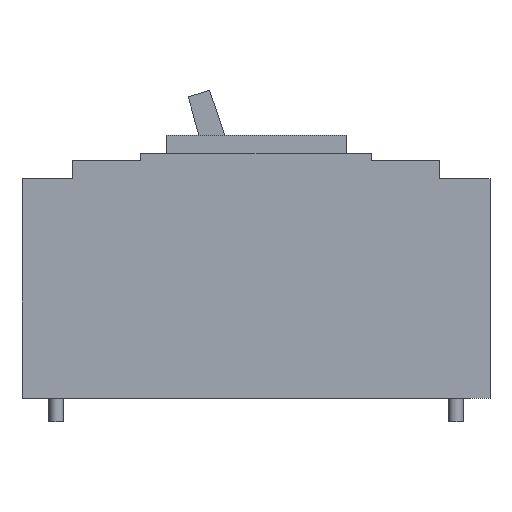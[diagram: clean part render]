
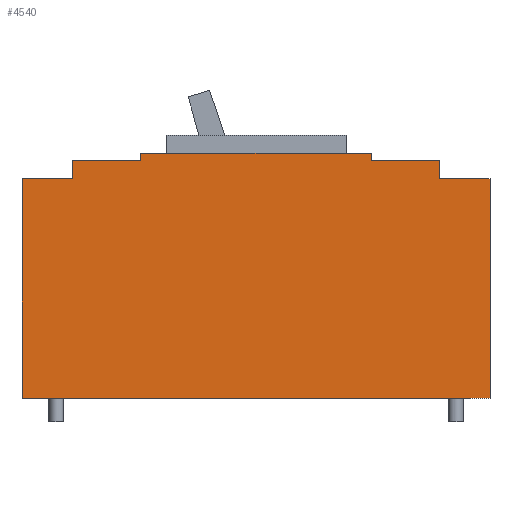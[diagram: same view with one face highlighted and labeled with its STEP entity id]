
A CAD part, left-side view. The second image highlights one B-rep face of the part: STEP entity #4540.
In plain terms, the highlighted planar face has unit normal (-1, 0, 0).
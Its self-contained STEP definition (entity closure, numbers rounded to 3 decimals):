
#3510=CARTESIAN_POINT('',(42.5,0.,298.));
#3520=DIRECTION('',(1.,-0.,0.));
#3530=DIRECTION('',(0.,0.,-1.));
#3540=AXIS2_PLACEMENT_3D('',#3510,#3520,#3530);
#3550=PLANE('',#3540);
#3560=CARTESIAN_POINT('',(42.5,318.,66.));
#3570=DIRECTION('',(0.,0.,1.));
#3580=VECTOR('',#3570,1.);
#3590=LINE('',#3560,#3580);
#3600=CARTESIAN_POINT('',(42.5,318.,66.));
#3610=VERTEX_POINT('',#3600);
#3620=CARTESIAN_POINT('',(42.5,318.,68.));
#3630=VERTEX_POINT('',#3620);
#3640=EDGE_CURVE('',#3610,#3630,#3590,.T.);
#3650=ORIENTED_EDGE('',*,*,#3640,.T.);
#3660=CARTESIAN_POINT('',(42.5,0.,66.));
#3670=DIRECTION('',(0.,1.,0.));
#3680=VECTOR('',#3670,1.);
#3690=LINE('',#3660,#3680);
#3700=CARTESIAN_POINT('',(42.5,299.,66.));
#3710=VERTEX_POINT('',#3700);
#3720=EDGE_CURVE('',#3710,#3610,#3690,.T.);
#3730=ORIENTED_EDGE('',*,*,#3720,.T.);
#3740=CARTESIAN_POINT('',(42.5,299.,298.));
#3750=DIRECTION('',(0.,0.,1.));
#3760=VECTOR('',#3750,1.);
#3770=LINE('',#3740,#3760);
#3780=CARTESIAN_POINT('',(42.5,299.,61.));
#3790=VERTEX_POINT('',#3780);
#3800=EDGE_CURVE('',#3790,#3710,#3770,.T.);
#3810=ORIENTED_EDGE('',*,*,#3800,.T.);
#3820=CARTESIAN_POINT('',(42.5,0.,61.));
#3830=DIRECTION('',(0.,1.,0.));
#3840=VECTOR('',#3830,1.);
#3850=LINE('',#3820,#3840);
#3860=CARTESIAN_POINT('',(42.5,285.,61.));
#3870=VERTEX_POINT('',#3860);
#3880=EDGE_CURVE('',#3870,#3790,#3850,.T.);
#3890=ORIENTED_EDGE('',*,*,#3880,.T.);
#3900=CARTESIAN_POINT('',(42.5,285.,298.));
#3910=DIRECTION('',(0.,0.,1.));
#3920=VECTOR('',#3910,1.);
#3930=LINE('',#3900,#3920);
#3940=CARTESIAN_POINT('',(42.5,285.,0.));
#3950=VERTEX_POINT('',#3940);
#3960=EDGE_CURVE('',#3950,#3870,#3930,.T.);
#3970=ORIENTED_EDGE('',*,*,#3960,.T.);
#3980=CARTESIAN_POINT('',(42.5,0.,0.));
#3990=DIRECTION('',(0.,-1.,0.));
#4000=VECTOR('',#3990,1.);
#4010=LINE('',#3980,#4000);
#4020=CARTESIAN_POINT('',(42.5,415.,0.));
#4030=VERTEX_POINT('',#4020);
#4040=EDGE_CURVE('',#4030,#3950,#4010,.T.);
#4050=ORIENTED_EDGE('',*,*,#4040,.T.);
#4060=CARTESIAN_POINT('',(42.5,415.,298.));
#4070=DIRECTION('',(0.,0.,-1.));
#4080=VECTOR('',#4070,1.);
#4090=LINE('',#4060,#4080);
#4100=CARTESIAN_POINT('',(42.5,415.,61.));
#4110=VERTEX_POINT('',#4100);
#4120=EDGE_CURVE('',#4110,#4030,#4090,.T.);
#4130=ORIENTED_EDGE('',*,*,#4120,.T.);
#4140=CARTESIAN_POINT('',(42.5,0.,61.));
#4150=DIRECTION('',(0.,1.,0.));
#4160=VECTOR('',#4150,1.);
#4170=LINE('',#4140,#4160);
#4180=CARTESIAN_POINT('',(42.5,401.,61.));
#4190=VERTEX_POINT('',#4180);
#4200=EDGE_CURVE('',#4190,#4110,#4170,.T.);
#4210=ORIENTED_EDGE('',*,*,#4200,.T.);
#4220=CARTESIAN_POINT('',(42.5,401.,298.));
#4230=DIRECTION('',(0.,0.,-1.));
#4240=VECTOR('',#4230,1.);
#4250=LINE('',#4220,#4240);
#4260=CARTESIAN_POINT('',(42.5,401.,66.));
#4270=VERTEX_POINT('',#4260);
#4280=EDGE_CURVE('',#4270,#4190,#4250,.T.);
#4290=ORIENTED_EDGE('',*,*,#4280,.T.);
#4300=CARTESIAN_POINT('',(42.5,0.,66.));
#4310=DIRECTION('',(0.,1.,0.));
#4320=VECTOR('',#4310,1.);
#4330=LINE('',#4300,#4320);
#4340=CARTESIAN_POINT('',(42.5,382.,66.));
#4350=VERTEX_POINT('',#4340);
#4360=EDGE_CURVE('',#4350,#4270,#4330,.T.);
#4370=ORIENTED_EDGE('',*,*,#4360,.T.);
#4380=CARTESIAN_POINT('',(42.5,382.,66.));
#4390=DIRECTION('',(0.,0.,1.));
#4400=VECTOR('',#4390,1.);
#4410=LINE('',#4380,#4400);
#4420=CARTESIAN_POINT('',(42.5,382.,68.));
#4430=VERTEX_POINT('',#4420);
#4440=EDGE_CURVE('',#4350,#4430,#4410,.T.);
#4450=ORIENTED_EDGE('',*,*,#4440,.F.);
#4460=CARTESIAN_POINT('',(42.5,382.,68.));
#4470=DIRECTION('',(0.,-1.,0.));
#4480=VECTOR('',#4470,1.);
#4490=LINE('',#4460,#4480);
#4500=EDGE_CURVE('',#4430,#3630,#4490,.T.);
#4510=ORIENTED_EDGE('',*,*,#4500,.F.);
#4520=EDGE_LOOP('',(#4510,#4450,#4370,#4290,#4210,#4130,#4050,#3970,
#3890,#3810,#3730,#3650));
#4530=FACE_OUTER_BOUND('',#4520,.T.);
#4540=ADVANCED_FACE('',(#4530),#3550,.F.);
